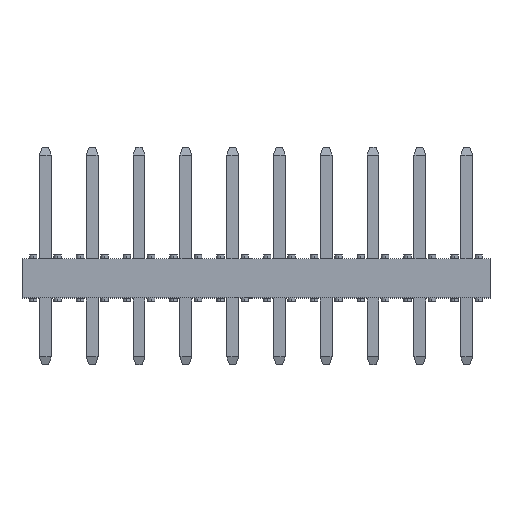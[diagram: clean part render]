
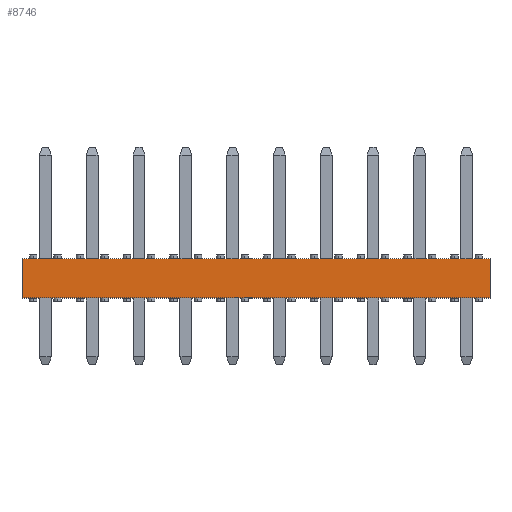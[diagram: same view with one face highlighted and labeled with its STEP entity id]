
A CAD part, top view. The second image highlights one B-rep face of the part: STEP entity #8746.
In plain terms, the highlighted planar face has unit normal (0, 0, 1).
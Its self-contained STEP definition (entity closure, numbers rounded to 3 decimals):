
#3346 = CARTESIAN_POINT ( 'NONE',  ( 12.7, 2.34, 2.415 ) ) ;
#3805 = CARTESIAN_POINT ( 'NONE',  ( -12.7, 0.2, 2.415 ) ) ;
#4436 = LINE ( 'NONE', #10583, #6308 ) ;
#4637 = VECTOR ( 'NONE', #8310, 1000. ) ;
#5090 = CARTESIAN_POINT ( 'NONE',  ( -12.7, 2.34, 2.415 ) ) ;
#5597 = CARTESIAN_POINT ( 'NONE',  ( -12.7, 2.34, 2.415 ) ) ;
#5627 = LINE ( 'NONE', #8261, #13672 ) ;
#5662 = FACE_OUTER_BOUND ( 'NONE', #10483, .T. ) ;
#6079 = ORIENTED_EDGE ( 'NONE', *, *, #17793, .T. ) ;
#6197 = DIRECTION ( 'NONE',  ( 0., -1., 0. ) ) ;
#6308 = VECTOR ( 'NONE', #6197, 1000. ) ;
#6340 = EDGE_CURVE ( 'NONE', #8297, #18496, #15515, .T. ) ;
#6398 = DIRECTION ( 'NONE',  ( 0., -1., 0. ) ) ;
#6637 = VERTEX_POINT ( 'NONE', #3805 ) ;
#6724 = ORIENTED_EDGE ( 'NONE', *, *, #12949, .T. ) ;
#7303 = CARTESIAN_POINT ( 'NONE',  ( 12.7, 0.2, 2.415 ) ) ;
#8261 = CARTESIAN_POINT ( 'NONE',  ( -12.7, 0.2, 2.415 ) ) ;
#8297 = VERTEX_POINT ( 'NONE', #3346 ) ;
#8310 = DIRECTION ( 'NONE',  ( 1., 0., 0. ) ) ;
#8416 = ORIENTED_EDGE ( 'NONE', *, *, #6340, .F. ) ;
#8746 = ADVANCED_FACE ( 'NONE', ( #5662 ), #17338, .F. ) ;
#9624 = VECTOR ( 'NONE', #6398, 1000. ) ;
#10483 = EDGE_LOOP ( 'NONE', ( #6079, #8416, #10999, #6724 ) ) ;
#10525 = VERTEX_POINT ( 'NONE', #5597 ) ;
#10583 = CARTESIAN_POINT ( 'NONE',  ( -12.7, 2.34, 2.415 ) ) ;
#10999 = ORIENTED_EDGE ( 'NONE', *, *, #16804, .F. ) ;
#11441 = AXIS2_PLACEMENT_3D ( 'NONE', #11698, #11603, #12965 ) ;
#11603 = DIRECTION ( 'NONE',  ( 0., 0., -1. ) ) ;
#11698 = CARTESIAN_POINT ( 'NONE',  ( -12.7, 2.34, 2.415 ) ) ;
#12533 = CARTESIAN_POINT ( 'NONE',  ( 12.7, 2.34, 2.415 ) ) ;
#12949 = EDGE_CURVE ( 'NONE', #10525, #6637, #4436, .T. ) ;
#12965 = DIRECTION ( 'NONE',  ( -1., 0., 0. ) ) ;
#13672 = VECTOR ( 'NONE', #14371, 1000. ) ;
#14371 = DIRECTION ( 'NONE',  ( 1., 0., 0. ) ) ;
#15515 = LINE ( 'NONE', #12533, #9624 ) ;
#16804 = EDGE_CURVE ( 'NONE', #10525, #8297, #18413, .T. ) ;
#17338 = PLANE ( 'NONE',  #11441 ) ;
#17793 = EDGE_CURVE ( 'NONE', #6637, #18496, #5627, .T. ) ;
#18413 = LINE ( 'NONE', #5090, #4637 ) ;
#18496 = VERTEX_POINT ( 'NONE', #7303 ) ;
